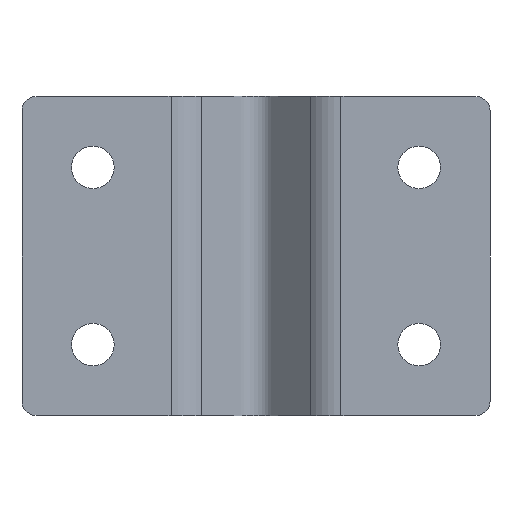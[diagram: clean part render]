
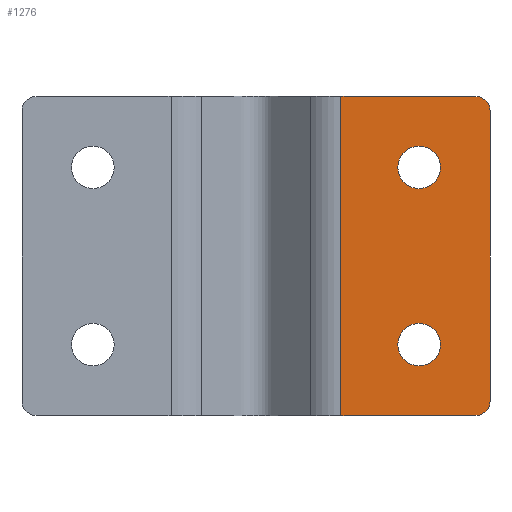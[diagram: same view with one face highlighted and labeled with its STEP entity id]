
A CAD part, front view. The second image highlights one B-rep face of the part: STEP entity #1276.
In plain terms, the highlighted planar face has unit normal (0, -1, 0).
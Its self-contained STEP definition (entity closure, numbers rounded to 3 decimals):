
#14 = CARTESIAN_POINT ( 'NONE',  ( 31., 0., 22.5 ) ) ;
#63 = CARTESIAN_POINT ( 'NONE',  ( 23., 0., -12.5 ) ) ;
#70 = DIRECTION ( 'NONE',  ( 0., 0., 1. ) ) ;
#92 = ORIENTED_EDGE ( 'NONE', *, *, #831, .T. ) ;
#107 = AXIS2_PLACEMENT_3D ( 'NONE', #63, #746, #70 ) ;
#122 = EDGE_CURVE ( 'NONE', #1227, #405, #804, .T. ) ;
#174 = DIRECTION ( 'NONE',  ( 0., -1., 0. ) ) ;
#187 = ORIENTED_EDGE ( 'NONE', *, *, #984, .T. ) ;
#197 = CIRCLE ( 'NONE', #451, 3. ) ;
#201 = CARTESIAN_POINT ( 'NONE',  ( 9.5, 0., 22.5 ) ) ;
#216 = DIRECTION ( 'NONE',  ( 1., 0., 0. ) ) ;
#224 = AXIS2_PLACEMENT_3D ( 'NONE', #1255, #810, #1048 ) ;
#239 = CARTESIAN_POINT ( 'NONE',  ( 9.5, 0., -22.5 ) ) ;
#269 = EDGE_CURVE ( 'NONE', #1073, #483, #197, .T. ) ;
#270 = EDGE_CURVE ( 'NONE', #565, #1239, #331, .T. ) ;
#272 = CIRCLE ( 'NONE', #1152, 3. ) ;
#287 = CIRCLE ( 'NONE', #821, 3. ) ;
#296 = VECTOR ( 'NONE', #216, 1000. ) ;
#298 = DIRECTION ( 'NONE',  ( -1., 0., 0. ) ) ;
#318 = CARTESIAN_POINT ( 'NONE',  ( 33., 0., 22.5 ) ) ;
#331 = LINE ( 'NONE', #239, #296 ) ;
#342 = EDGE_CURVE ( 'NONE', #1239, #405, #1065, .T. ) ;
#405 = VERTEX_POINT ( 'NONE', #1043 ) ;
#406 = DIRECTION ( 'NONE',  ( 1., 0., 0. ) ) ;
#413 = DIRECTION ( 'NONE',  ( 0., 0., 1. ) ) ;
#422 = CARTESIAN_POINT ( 'NONE',  ( 11.985, 0., 22.5 ) ) ;
#451 = AXIS2_PLACEMENT_3D ( 'NONE', #1252, #1242, #1356 ) ;
#483 = VERTEX_POINT ( 'NONE', #1063 ) ;
#493 = LINE ( 'NONE', #201, #593 ) ;
#513 = VERTEX_POINT ( 'NONE', #422 ) ;
#515 = CARTESIAN_POINT ( 'NONE',  ( 23., 0., -9.5 ) ) ;
#545 = CARTESIAN_POINT ( 'NONE',  ( 31., 0., -22.5 ) ) ;
#550 = DIRECTION ( 'NONE',  ( -1., 0., 0. ) ) ;
#565 = VERTEX_POINT ( 'NONE', #669 ) ;
#579 = ORIENTED_EDGE ( 'NONE', *, *, #748, .T. ) ;
#583 = ORIENTED_EDGE ( 'NONE', *, *, #122, .F. ) ;
#593 = VECTOR ( 'NONE', #406, 1000. ) ;
#619 = AXIS2_PLACEMENT_3D ( 'NONE', #991, #1456, #550 ) ;
#627 = ORIENTED_EDGE ( 'NONE', *, *, #342, .T. ) ;
#630 = DIRECTION ( 'NONE',  ( 0., 1., 0. ) ) ;
#651 = VERTEX_POINT ( 'NONE', #14 ) ;
#660 = FACE_BOUND ( 'NONE', #727, .T. ) ;
#666 = PLANE ( 'NONE',  #619 ) ;
#669 = CARTESIAN_POINT ( 'NONE',  ( 11.985, 0., -22.5 ) ) ;
#702 = ORIENTED_EDGE ( 'NONE', *, *, #808, .T. ) ;
#727 = EDGE_LOOP ( 'NONE', ( #579, #92 ) ) ;
#735 = EDGE_CURVE ( 'NONE', #513, #651, #493, .T. ) ;
#746 = DIRECTION ( 'NONE',  ( 0., 1., 0. ) ) ;
#748 = EDGE_CURVE ( 'NONE', #1292, #819, #287, .T. ) ;
#756 = CARTESIAN_POINT ( 'NONE',  ( 23., 0., 12.5 ) ) ;
#768 = CIRCLE ( 'NONE', #1178, 2. ) ;
#790 = CARTESIAN_POINT ( 'NONE',  ( 11.985, 0., 22.5 ) ) ;
#804 = LINE ( 'NONE', #318, #1093 ) ;
#808 = EDGE_CURVE ( 'NONE', #483, #1073, #1378, .T. ) ;
#810 = DIRECTION ( 'NONE',  ( 0., -1., 0. ) ) ;
#819 = VERTEX_POINT ( 'NONE', #891 ) ;
#821 = AXIS2_PLACEMENT_3D ( 'NONE', #756, #630, #413 ) ;
#831 = EDGE_CURVE ( 'NONE', #819, #1292, #272, .T. ) ;
#852 = CARTESIAN_POINT ( 'NONE',  ( 31., 0., 20.5 ) ) ;
#891 = CARTESIAN_POINT ( 'NONE',  ( 23., 0., 9.5 ) ) ;
#928 = EDGE_LOOP ( 'NONE', ( #1003, #702 ) ) ;
#984 = EDGE_CURVE ( 'NONE', #513, #565, #1406, .T. ) ;
#991 = CARTESIAN_POINT ( 'NONE',  ( 9.5, 0., 22.5 ) ) ;
#994 = ORIENTED_EDGE ( 'NONE', *, *, #735, .F. ) ;
#1003 = ORIENTED_EDGE ( 'NONE', *, *, #269, .T. ) ;
#1025 = EDGE_CURVE ( 'NONE', #1227, #651, #768, .T. ) ;
#1043 = CARTESIAN_POINT ( 'NONE',  ( 33., 0., -20.5 ) ) ;
#1048 = DIRECTION ( 'NONE',  ( -1., 0., 0. ) ) ;
#1056 = FACE_BOUND ( 'NONE', #928, .T. ) ;
#1063 = CARTESIAN_POINT ( 'NONE',  ( 23., 0., -15.5 ) ) ;
#1065 = CIRCLE ( 'NONE', #224, 2. ) ;
#1073 = VERTEX_POINT ( 'NONE', #515 ) ;
#1093 = VECTOR ( 'NONE', #1461, 1000. ) ;
#1105 = CARTESIAN_POINT ( 'NONE',  ( 23., 0., 15.5 ) ) ;
#1133 = ORIENTED_EDGE ( 'NONE', *, *, #270, .T. ) ;
#1140 = DIRECTION ( 'NONE',  ( 0., 0., -1. ) ) ;
#1152 = AXIS2_PLACEMENT_3D ( 'NONE', #1210, #1231, #1436 ) ;
#1178 = AXIS2_PLACEMENT_3D ( 'NONE', #852, #174, #298 ) ;
#1210 = CARTESIAN_POINT ( 'NONE',  ( 23., 0., 12.5 ) ) ;
#1227 = VERTEX_POINT ( 'NONE', #1232 ) ;
#1231 = DIRECTION ( 'NONE',  ( 0., 1., 0. ) ) ;
#1232 = CARTESIAN_POINT ( 'NONE',  ( 33., 0., 20.5 ) ) ;
#1239 = VERTEX_POINT ( 'NONE', #545 ) ;
#1242 = DIRECTION ( 'NONE',  ( 0., 1., 0. ) ) ;
#1252 = CARTESIAN_POINT ( 'NONE',  ( 23., 0., -12.5 ) ) ;
#1255 = CARTESIAN_POINT ( 'NONE',  ( 31., 0., -20.5 ) ) ;
#1276 = ADVANCED_FACE ( 'NONE', ( #1056, #660, #1359 ), #666, .F. ) ;
#1292 = VERTEX_POINT ( 'NONE', #1105 ) ;
#1332 = ORIENTED_EDGE ( 'NONE', *, *, #1025, .T. ) ;
#1356 = DIRECTION ( 'NONE',  ( 0., 0., 1. ) ) ;
#1359 = FACE_OUTER_BOUND ( 'NONE', #1429, .T. ) ;
#1378 = CIRCLE ( 'NONE', #107, 3. ) ;
#1392 = VECTOR ( 'NONE', #1140, 1000. ) ;
#1406 = LINE ( 'NONE', #790, #1392 ) ;
#1429 = EDGE_LOOP ( 'NONE', ( #583, #1332, #994, #187, #1133, #627 ) ) ;
#1436 = DIRECTION ( 'NONE',  ( 0., 0., 1. ) ) ;
#1456 = DIRECTION ( 'NONE',  ( 0., 1., 0. ) ) ;
#1461 = DIRECTION ( 'NONE',  ( 0., 0., -1. ) ) ;
